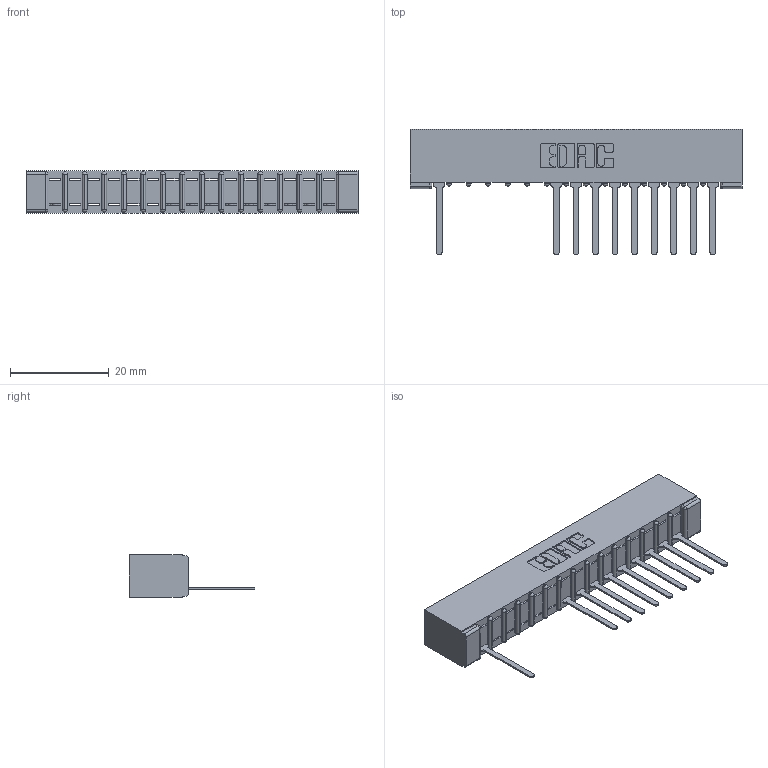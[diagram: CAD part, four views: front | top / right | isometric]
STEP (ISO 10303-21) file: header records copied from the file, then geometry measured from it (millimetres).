
FILE_DESCRIPTION (( 'STEP AP203' ), '1' );
FILE_NAME ('307-015-547-101.STEP', '2018-08-03T02:03:27', ( '' ), ( '' ), 'SwSTEP 2.0', 'SolidWorks 2016', '' );
FILE_SCHEMA (( 'CONFIG_CONTROL_DESIGN' ));
Length unit declared in the file: inch
Products named in the file (3): 307-015-547-101; 307 Part_No Mounting Lugs; 307-290-001_547
Assembly tree (11 placements, depth 2):
  307-015-547-101
    307 Part_No Mounting Lugs
    307-290-001_547  x10
Bounding box: 67.31 x 25.43 x 8.71 mm (x, y, z)
Volume: 4416.4 mm3; surface area: 6592.6 mm2
Topology: 11 solids, 11 shells, 786 faces, 2239 edges, 1434 vertices
Faces by surface type: plane 496, cylinder 258, sphere 32
Entity records: 15718 total; most frequent: CARTESIAN_POINT 2659, ORIENTED_EDGE 2650, DIRECTION 2595, EDGE_CURVE 1325, VECTOR 1007, LINE 1007, VERTEX_POINT 858, AXIS2_PLACEMENT_3D 794
